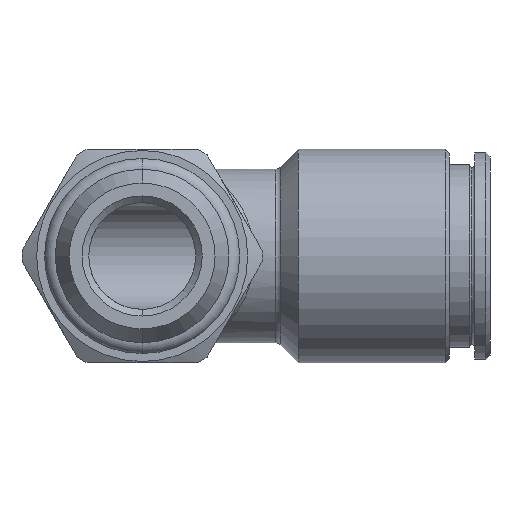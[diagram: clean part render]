
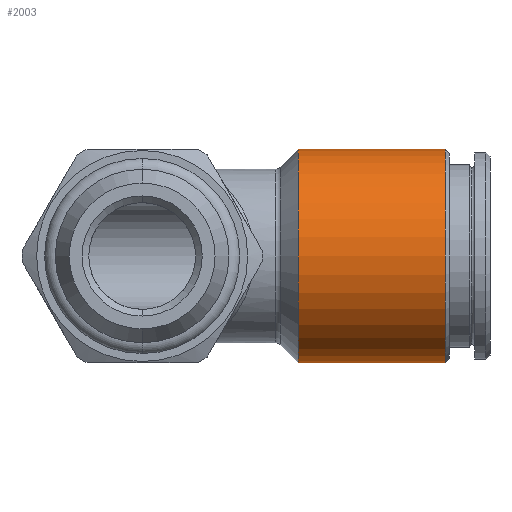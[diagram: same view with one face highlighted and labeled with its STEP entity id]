
A CAD part, front view. The second image highlights one B-rep face of the part: STEP entity #2003.
In plain terms, the highlighted cylindrical face has radius 8 mm (diameter 16 mm), a partial arc.
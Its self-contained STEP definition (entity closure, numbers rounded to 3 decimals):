
#13 = EDGE_LOOP ( 'NONE', ( #536, #2251, #1258, #878 ) ) ;
#180 = LINE ( 'NONE', #327, #2131 ) ;
#327 = CARTESIAN_POINT ( 'NONE',  ( -1.358, 0., -8. ) ) ;
#421 = DIRECTION ( 'NONE',  ( 0., 0., 1. ) ) ;
#427 = VERTEX_POINT ( 'NONE', #1204 ) ;
#536 = ORIENTED_EDGE ( 'NONE', *, *, #1679, .F. ) ;
#620 = EDGE_CURVE ( 'NONE', #1829, #427, #1527, .T. ) ;
#704 = EDGE_CURVE ( 'NONE', #427, #1745, #2363, .T. ) ;
#776 = FACE_OUTER_BOUND ( 'NONE', #13, .T. ) ;
#878 = ORIENTED_EDGE ( 'NONE', *, *, #704, .T. ) ;
#890 = CARTESIAN_POINT ( 'NONE',  ( -1.358, 0., 0. ) ) ;
#1119 = DIRECTION ( 'NONE',  ( -1., 0., 0. ) ) ;
#1127 = CARTESIAN_POINT ( 'NONE',  ( 11.707, 0., 0. ) ) ;
#1171 = CARTESIAN_POINT ( 'NONE',  ( 22.7, 0., -8. ) ) ;
#1204 = CARTESIAN_POINT ( 'NONE',  ( 11.707, 0., 8. ) ) ;
#1258 = ORIENTED_EDGE ( 'NONE', *, *, #620, .T. ) ;
#1527 = LINE ( 'NONE', #1810, #2449 ) ;
#1663 = DIRECTION ( 'NONE',  ( -1., 0., 0. ) ) ;
#1679 = EDGE_CURVE ( 'NONE', #3164, #1745, #180, .T. ) ;
#1745 = VERTEX_POINT ( 'NONE', #2141 ) ;
#1758 = AXIS2_PLACEMENT_3D ( 'NONE', #1127, #1915, #1954 ) ;
#1810 = CARTESIAN_POINT ( 'NONE',  ( -1.358, 0., 8. ) ) ;
#1829 = VERTEX_POINT ( 'NONE', #2396 ) ;
#1859 = AXIS2_PLACEMENT_3D ( 'NONE', #3146, #1119, #3165 ) ;
#1915 = DIRECTION ( 'NONE',  ( 1., 0., 0. ) ) ;
#1954 = DIRECTION ( 'NONE',  ( 0., 0., -1. ) ) ;
#1992 = CYLINDRICAL_SURFACE ( 'NONE', #2321, 8. ) ;
#2003 = ADVANCED_FACE ( 'NONE', ( #776 ), #1992, .T. ) ;
#2131 = VECTOR ( 'NONE', #2361, 1000. ) ;
#2141 = CARTESIAN_POINT ( 'NONE',  ( 11.707, 0., -8. ) ) ;
#2251 = ORIENTED_EDGE ( 'NONE', *, *, #2528, .T. ) ;
#2316 = DIRECTION ( 'NONE',  ( -1., 0., 0. ) ) ;
#2321 = AXIS2_PLACEMENT_3D ( 'NONE', #890, #1663, #421 ) ;
#2361 = DIRECTION ( 'NONE',  ( -1., 0., 0. ) ) ;
#2363 = CIRCLE ( 'NONE', #1758, 8. ) ;
#2396 = CARTESIAN_POINT ( 'NONE',  ( 22.7, 0., 8. ) ) ;
#2449 = VECTOR ( 'NONE', #2316, 1000. ) ;
#2528 = EDGE_CURVE ( 'NONE', #3164, #1829, #2746, .T. ) ;
#2746 = CIRCLE ( 'NONE', #1859, 8. ) ;
#3146 = CARTESIAN_POINT ( 'NONE',  ( 22.7, 0., 0. ) ) ;
#3164 = VERTEX_POINT ( 'NONE', #1171 ) ;
#3165 = DIRECTION ( 'NONE',  ( 0., 0., 1. ) ) ;
